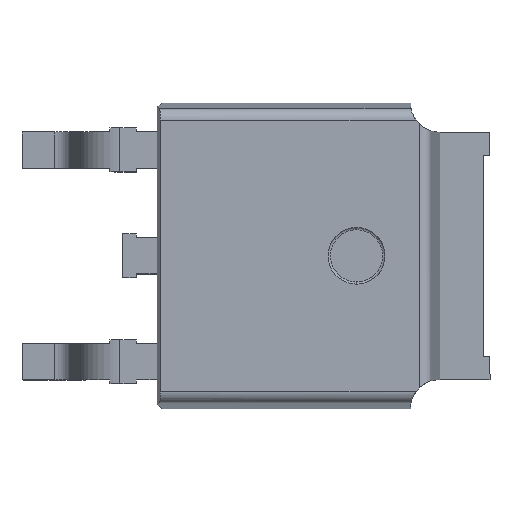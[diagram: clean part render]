
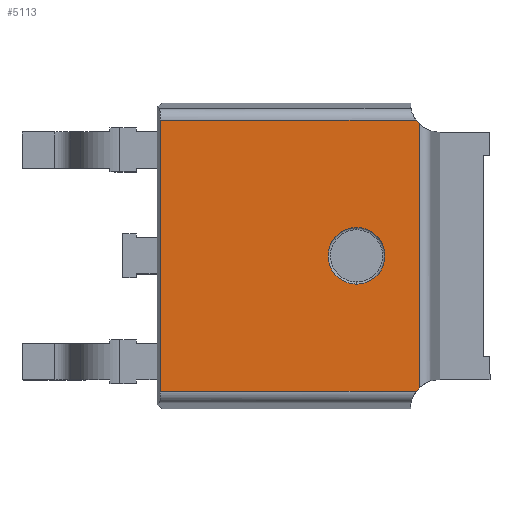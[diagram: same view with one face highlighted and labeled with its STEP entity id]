
A CAD part, top view. The second image highlights one B-rep face of the part: STEP entity #5113.
In plain terms, the highlighted planar face has unit normal (0, 0, 1).
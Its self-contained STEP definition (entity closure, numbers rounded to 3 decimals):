
#71 = VERTEX_POINT ( 'NONE', #4820 ) ;
#100 = DIRECTION ( 'NONE',  ( 0., 0., -1. ) ) ;
#115 = CIRCLE ( 'NONE', #5832, 0.613 ) ;
#333 = CARTESIAN_POINT ( 'NONE',  ( 3.522, 0., 2.58 ) ) ;
#365 = EDGE_CURVE ( 'NONE', #5050, #71, #115, .T. ) ;
#432 = CARTESIAN_POINT ( 'NONE',  ( 3.97, 3.3, 2.58 ) ) ;
#604 = ORIENTED_EDGE ( 'NONE', *, *, #4951, .T. ) ;
#650 = CARTESIAN_POINT ( 'NONE',  ( -2.062, -2.926, 2.58 ) ) ;
#909 = DIRECTION ( 'NONE',  ( 0., 0., 1. ) ) ;
#986 = VECTOR ( 'NONE', #1769, 1000. ) ;
#1124 = VERTEX_POINT ( 'NONE', #650 ) ;
#1274 = VERTEX_POINT ( 'NONE', #1403 ) ;
#1354 = LINE ( 'NONE', #3702, #4674 ) ;
#1403 = CARTESIAN_POINT ( 'NONE',  ( 3.522, -2.85, 2.58 ) ) ;
#1458 = CARTESIAN_POINT ( 'NONE',  ( 2.17, 0., 2.58 ) ) ;
#1505 = EDGE_CURVE ( 'NONE', #5152, #2710, #1548, .T. ) ;
#1548 = CIRCLE ( 'NONE', #3717, 0.635 ) ;
#1550 = CARTESIAN_POINT ( 'NONE',  ( -2.062, 2.926, 2.58 ) ) ;
#1735 = LINE ( 'NONE', #333, #986 ) ;
#1769 = DIRECTION ( 'NONE',  ( 0., 1., 0. ) ) ;
#1834 = CARTESIAN_POINT ( 'NONE',  ( 3.457, 2.926, 2.58 ) ) ;
#1874 = CIRCLE ( 'NONE', #5319, 0.613 ) ;
#1905 = DIRECTION ( 'NONE',  ( 1., 0., 0. ) ) ;
#1907 = ORIENTED_EDGE ( 'NONE', *, *, #365, .T. ) ;
#1981 = VERTEX_POINT ( 'NONE', #3783 ) ;
#2085 = VECTOR ( 'NONE', #5087, 1000. ) ;
#2154 = AXIS2_PLACEMENT_3D ( 'NONE', #2292, #909, #5997 ) ;
#2198 = DIRECTION ( 'NONE',  ( 1., 0., 0. ) ) ;
#2211 = FACE_BOUND ( 'NONE', #2840, .T. ) ;
#2222 = EDGE_CURVE ( 'NONE', #1124, #1981, #3657, .T. ) ;
#2263 = CARTESIAN_POINT ( 'NONE',  ( 0., -2.926, 2.58 ) ) ;
#2292 = CARTESIAN_POINT ( 'NONE',  ( 0., 0., 2.58 ) ) ;
#2488 = ORIENTED_EDGE ( 'NONE', *, *, #4184, .T. ) ;
#2550 = EDGE_LOOP ( 'NONE', ( #604, #5868, #5803, #2488, #4246, #4514 ) ) ;
#2710 = VERTEX_POINT ( 'NONE', #1834 ) ;
#2840 = EDGE_LOOP ( 'NONE', ( #1907, #4935 ) ) ;
#2885 = EDGE_CURVE ( 'NONE', #1981, #1274, #5017, .T. ) ;
#3332 = DIRECTION ( 'NONE',  ( -1., 0., 0. ) ) ;
#3419 = CARTESIAN_POINT ( 'NONE',  ( 3.97, -3.3, 2.58 ) ) ;
#3556 = AXIS2_PLACEMENT_3D ( 'NONE', #3419, #4485, #5808 ) ;
#3561 = VERTEX_POINT ( 'NONE', #1550 ) ;
#3657 = LINE ( 'NONE', #2263, #2085 ) ;
#3702 = CARTESIAN_POINT ( 'NONE',  ( 0., 2.926, 2.58 ) ) ;
#3717 = AXIS2_PLACEMENT_3D ( 'NONE', #432, #6066, #2198 ) ;
#3783 = CARTESIAN_POINT ( 'NONE',  ( 3.457, -2.926, 2.58 ) ) ;
#3827 = CARTESIAN_POINT ( 'NONE',  ( 2.17, 0., 2.58 ) ) ;
#3887 = DIRECTION ( 'NONE',  ( 1., 0., 0. ) ) ;
#4184 = EDGE_CURVE ( 'NONE', #1274, #5152, #1735, .T. ) ;
#4241 = DIRECTION ( 'NONE',  ( 0., 0., -1. ) ) ;
#4246 = ORIENTED_EDGE ( 'NONE', *, *, #1505, .T. ) ;
#4485 = DIRECTION ( 'NONE',  ( 0., 0., -1. ) ) ;
#4503 = EDGE_CURVE ( 'NONE', #71, #5050, #1874, .T. ) ;
#4514 = ORIENTED_EDGE ( 'NONE', *, *, #6031, .T. ) ;
#4606 = VECTOR ( 'NONE', #5185, 1000. ) ;
#4674 = VECTOR ( 'NONE', #3332, 1000. ) ;
#4729 = LINE ( 'NONE', #5275, #4606 ) ;
#4820 = CARTESIAN_POINT ( 'NONE',  ( 1.557, 0., 2.58 ) ) ;
#4935 = ORIENTED_EDGE ( 'NONE', *, *, #4503, .T. ) ;
#4951 = EDGE_CURVE ( 'NONE', #3561, #1124, #4729, .T. ) ;
#5017 = CIRCLE ( 'NONE', #3556, 0.635 ) ;
#5050 = VERTEX_POINT ( 'NONE', #5343 ) ;
#5086 = PLANE ( 'NONE',  #2154 ) ;
#5087 = DIRECTION ( 'NONE',  ( 1., 0., 0. ) ) ;
#5113 = ADVANCED_FACE ( 'NONE', ( #2211, #5460 ), #5086, .T. ) ;
#5152 = VERTEX_POINT ( 'NONE', #5207 ) ;
#5185 = DIRECTION ( 'NONE',  ( 0., -1., 0. ) ) ;
#5207 = CARTESIAN_POINT ( 'NONE',  ( 3.522, 2.85, 2.58 ) ) ;
#5275 = CARTESIAN_POINT ( 'NONE',  ( -2.062, 0., 2.58 ) ) ;
#5319 = AXIS2_PLACEMENT_3D ( 'NONE', #3827, #100, #3887 ) ;
#5343 = CARTESIAN_POINT ( 'NONE',  ( 2.783, 0., 2.58 ) ) ;
#5460 = FACE_OUTER_BOUND ( 'NONE', #2550, .T. ) ;
#5803 = ORIENTED_EDGE ( 'NONE', *, *, #2885, .T. ) ;
#5808 = DIRECTION ( 'NONE',  ( 1., 0., 0. ) ) ;
#5832 = AXIS2_PLACEMENT_3D ( 'NONE', #1458, #4241, #1905 ) ;
#5868 = ORIENTED_EDGE ( 'NONE', *, *, #2222, .T. ) ;
#5997 = DIRECTION ( 'NONE',  ( 1., 0., 0. ) ) ;
#6031 = EDGE_CURVE ( 'NONE', #2710, #3561, #1354, .T. ) ;
#6066 = DIRECTION ( 'NONE',  ( 0., 0., -1. ) ) ;
